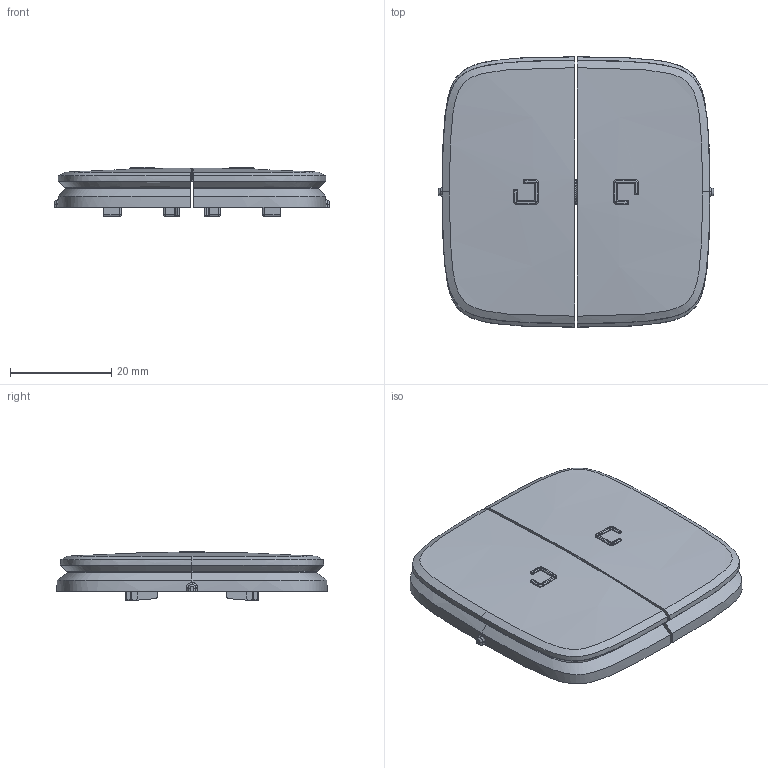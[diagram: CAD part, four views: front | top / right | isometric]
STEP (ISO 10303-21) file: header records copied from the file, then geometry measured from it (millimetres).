
FILE_DESCRIPTION(('CATIA V5 STEP Exchange','CAx-IF Rec.Pracs.--- Model Styling and Organization---1.4--- 2014-01-23'),'2;1');
FILE_NAME('755225_AllCATPart.stp','2020-02-25T08:52:31+00:00',('none'),('none'),'CATIA Version 5-6 Release 2017 SP3','CATIA V5 STEP AP214','none');
FILE_SCHEMA(('AUTOMOTIVE_DESIGN { 1 0 10303 214 1 1 1 1 }'));
Products named in the file (1): 755225_AllCATPart
Bounding box: 54.4 x 53.43 x 9.86 mm (x, y, z)
Volume: 8575.7 mm3; surface area: 14038.2 mm2
Topology: 2 solids, 2 shells, 8774 faces, 25622 edges, 16982 vertices
Faces by surface type: plane 8152, bspline 306, cylinder 206, cone 78, torus 20, sphere 12
Entity records: 333081 total; most frequent: CARTESIAN_POINT 123983, ORIENTED_EDGE 51196, DIRECTION 26960, EDGE_CURVE 25598, VERTEX_POINT 16982, B_SPLINE_CURVE_WITH_KNOTS 15012, VECTOR 10424, LINE 10424
